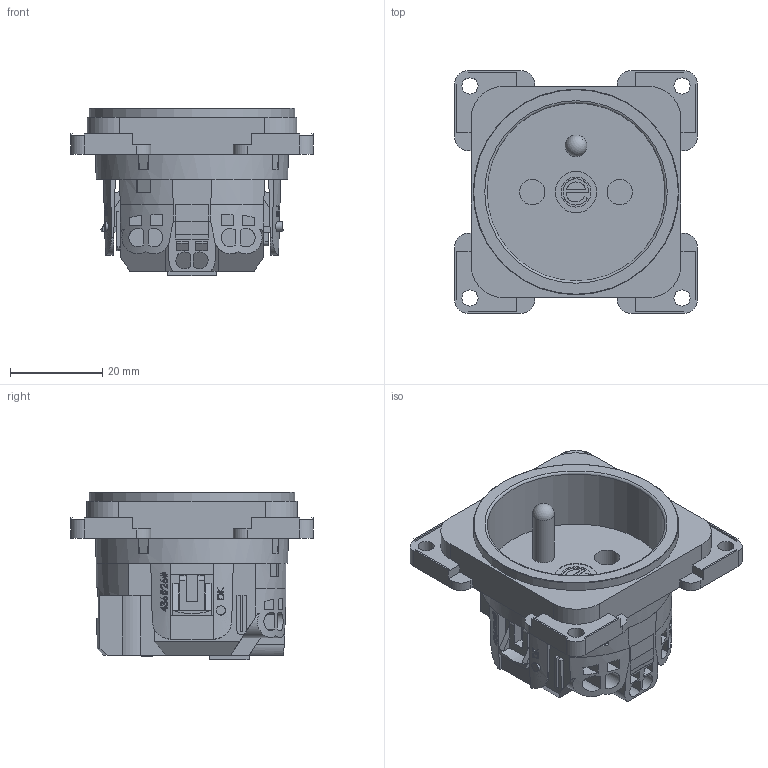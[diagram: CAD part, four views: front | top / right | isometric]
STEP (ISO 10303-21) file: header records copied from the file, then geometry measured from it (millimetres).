
FILE_DESCRIPTION(/* description */ ('SolidWorks IGES file using analytic representation for surfaces '),/* implementation_level */ '2;1');
FILE_NAME(/* name */ '88052021.stp',/* time_stamp */ '2018-04-13T07:55:13-05:00',/* author */ ('mwinders'),/* organization */ (''),/* preprocessor_version */ 'ST-DEVELOPER v17',/* originating_system */ 'Autodesk Inventor 2018',/* authorisation */ '');
FILE_SCHEMA (('AUTOMOTIVE_DESIGN { 1 0 10303 214 3 1 1 }'));
Products named in the file (1): 88052021mod
Bounding box: 52.7 x 52.7 x 36.4 mm (x, y, z)
Volume: 28083.8 mm3; surface area: 18621.5 mm2
Topology: 14 solids, 16 shells, 1185 faces, 3154 edges, 2104 vertices
Faces by surface type: plane 614, bspline 436, cylinder 84, cone 44, torus 6, sphere 1
Full cylindrical faces by diameter (mm): 2 x1, 2.3 x1, 3.5 x4, 4.7 x1, 5 x1, 5.5 x2, 6 x2, 6.5 x1, 7 x1, 9 x1, 38.6 x1, 41.8 x1, 44.6 x1
Entity records: 55493 total; most frequent: CARTESIAN_POINT 26639, ORIENTED_EDGE 6306, DIRECTION 4550, EDGE_CURVE 3153, LINE 2160, VECTOR 2160, VERTEX_POINT 2104, EDGE_LOOP 1301
